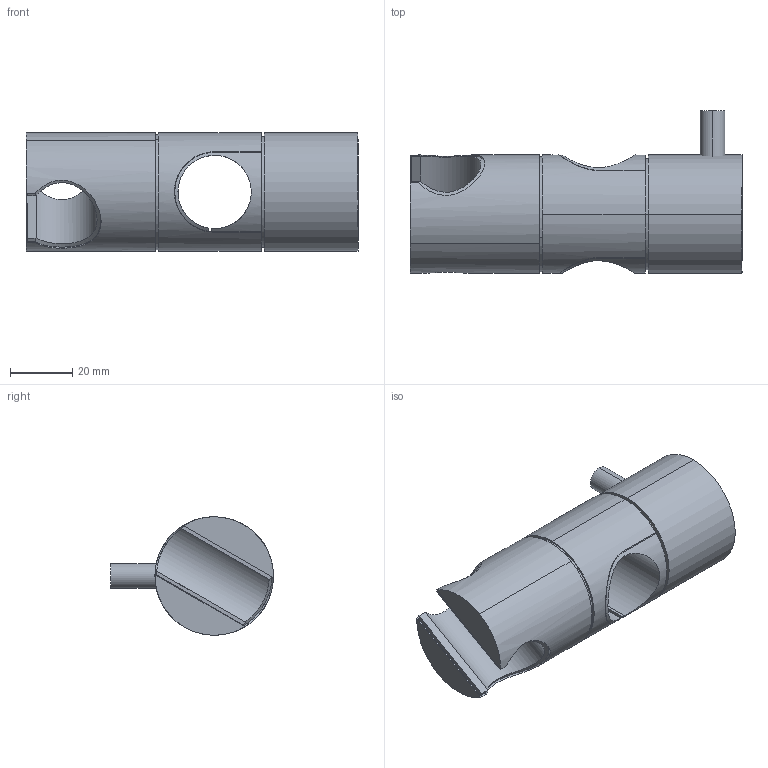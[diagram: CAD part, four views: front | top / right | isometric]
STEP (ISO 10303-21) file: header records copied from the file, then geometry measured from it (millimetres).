
FILE_DESCRIPTION (( 'STEP AP214' ), '1' );
FILE_NAME ('12570970.STEP', '2020-09-30T07:17:22', ( '' ), ( '' ), 'SwSTEP 2.0', 'SolidWorks 2020', '' );
FILE_SCHEMA (( 'AUTOMOTIVE_DESIGN' ));
Length unit declared in the file: millimetre
Products named in the file (8): Planungsmodell_Rohr_gerade-+-28.568.780-10_ _K366_37x1; Planungsmodell_Schieber-+-08.30.12.507.90-1; 12570970; Planungsmodell_Rohr_gerade-+-28.568.780-10_ _K367_7,9x15; Planungsmodell_Schieber-+-08.18.40.580.90-1; Planungsmodell_Rohr_gerade-+-28.568.780-10_ _K365_38x30; Planungsmodell_Huelse-+-09.12.12.217.90-1; Planungsmodell_Gabel-+-08.17.20.694.90-1
Assembly tree (7 placements, depth 2):
  12570970
    Planungsmodell_Rohr_gerade-+-28.568.780-10_ _K367_7,9x15
    Planungsmodell_Rohr_gerade-+-28.568.780-10_ _K366_37x1
    Planungsmodell_Rohr_gerade-+-28.568.780-10_ _K365_38x30
    Planungsmodell_Schieber-+-08.18.40.580.90-1
    Planungsmodell_Huelse-+-09.12.12.217.90-1
    Planungsmodell_Gabel-+-08.17.20.694.90-1
    Planungsmodell_Schieber-+-08.30.12.507.90-1
Bounding box: 106.5 x 52.25 x 38 mm (x, y, z)
Volume: 97429 mm3; surface area: 33910.5 mm2
Topology: 7 solids, 7 shells, 70 faces, 166 edges, 110 vertices
Faces by surface type: plane 38, cylinder 31, bspline 1
Entity records: 3455 total; most frequent: CARTESIAN_POINT 1470, DIRECTION 344, ORIENTED_EDGE 332, EDGE_CURVE 166, AXIS2_PLACEMENT_3D 129, VERTEX_POINT 110, VECTOR 86, LINE 86
